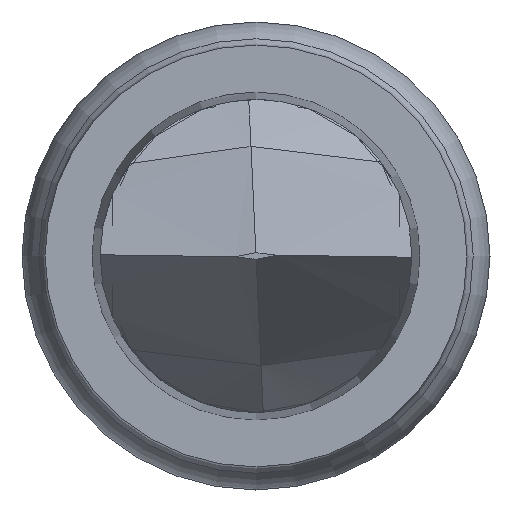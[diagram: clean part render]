
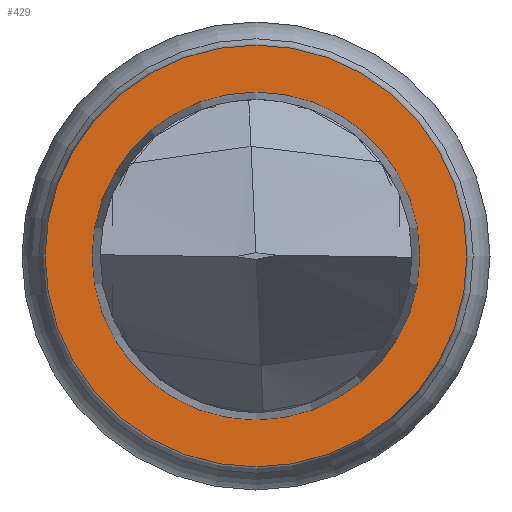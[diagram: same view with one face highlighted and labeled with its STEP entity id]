
A CAD part, left-side view. The second image highlights one B-rep face of the part: STEP entity #429.
In plain terms, the highlighted planar face has unit normal (-1, 0, 0).
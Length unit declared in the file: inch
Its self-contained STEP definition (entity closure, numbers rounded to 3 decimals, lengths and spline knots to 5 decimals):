
#61 = DIRECTION ( 'NONE',  ( -1., 0., 0. ) ) ;
#172 = DIRECTION ( 'NONE',  ( 1., 0., 0. ) ) ;
#297 = CARTESIAN_POINT ( 'NONE',  ( 0., 0., 0.01884 ) ) ;
#298 = DIRECTION ( 'NONE',  ( 0., 0., -1. ) ) ;
#382 = EDGE_CURVE ( 'NONE', #753, #753, #978, .T. ) ;
#420 = CIRCLE ( 'NONE', #818, 0.01884 ) ;
#429 = ADVANCED_FACE ( 'NONE', ( #1058, #1454 ), #819, .T. ) ;
#522 = CARTESIAN_POINT ( 'NONE',  ( 0., 0., 0. ) ) ;
#642 = CARTESIAN_POINT ( 'NONE',  ( 0., 0., -0.02425 ) ) ;
#697 = CARTESIAN_POINT ( 'NONE',  ( 0., 0., 0. ) ) ;
#753 = VERTEX_POINT ( 'NONE', #642 ) ;
#766 = AXIS2_PLACEMENT_3D ( 'NONE', #1440, #61, #811 ) ;
#796 = EDGE_CURVE ( 'NONE', #925, #925, #420, .T. ) ;
#811 = DIRECTION ( 'NONE',  ( 0., 0., 1. ) ) ;
#818 = AXIS2_PLACEMENT_3D ( 'NONE', #522, #1419, #1031 ) ;
#819 = PLANE ( 'NONE',  #766 ) ;
#925 = VERTEX_POINT ( 'NONE', #297 ) ;
#978 = CIRCLE ( 'NONE', #1187, 0.02425 ) ;
#1031 = DIRECTION ( 'NONE',  ( 0., 0., 1. ) ) ;
#1058 = FACE_BOUND ( 'NONE', #1572, .T. ) ;
#1187 = AXIS2_PLACEMENT_3D ( 'NONE', #697, #172, #298 ) ;
#1367 = EDGE_LOOP ( 'NONE', ( #1519 ) ) ;
#1419 = DIRECTION ( 'NONE',  ( 1., 0., 0. ) ) ;
#1440 = CARTESIAN_POINT ( 'NONE',  ( 0., 0., 0. ) ) ;
#1454 = FACE_OUTER_BOUND ( 'NONE', #1367, .T. ) ;
#1519 = ORIENTED_EDGE ( 'NONE', *, *, #382, .F. ) ;
#1566 = ORIENTED_EDGE ( 'NONE', *, *, #796, .T. ) ;
#1572 = EDGE_LOOP ( 'NONE', ( #1566 ) ) ;
